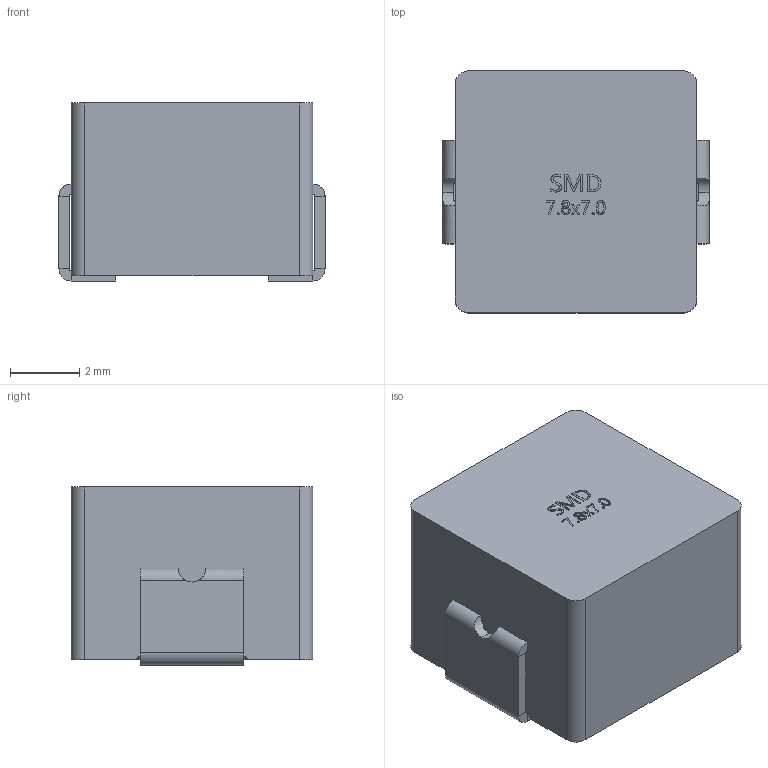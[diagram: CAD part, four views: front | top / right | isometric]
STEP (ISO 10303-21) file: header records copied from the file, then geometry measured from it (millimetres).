
FILE_DESCRIPTION (( 'STEP AP214' ), '1' );
FILE_NAME ('SOLID (4)^IND-SMD_L7.8-W7.0_MAPM0630F_Lenz_7.8x7.0(2)_Lenz_7.8x7.0.STEP', '2023-05-09T05:02:16', ( 'Windows User' ), ( 'P R C' ), 'SwSTEP 2.0', 'SolidWorks 2020', '' );
FILE_SCHEMA (( 'AUTOMOTIVE_DESIGN' ));
Length unit declared in the file: millimetre
Products named in the file (1): SOLID (4)^IND-SMD_L7.8-W7.0_MAPM0630F_Lenz_7.8x7.0(2)_Lenz_7.8x7.0
Bounding box: 7.7 x 7 x 5.15 mm (x, y, z)
Volume: 250 mm3; surface area: 271.3 mm2
Topology: 1 solids, 1 shells, 181 faces, 483 edges, 314 vertices
Faces by surface type: plane 100, bspline 61, cylinder 20
Entity records: 10827 total; most frequent: CARTESIAN_POINT 4698, ORIENTED_EDGE 966, DIRECTION 631, EDGE_CURVE 483, VECTOR 317, LINE 317, VERTEX_POINT 314, EDGE_LOOP 199
